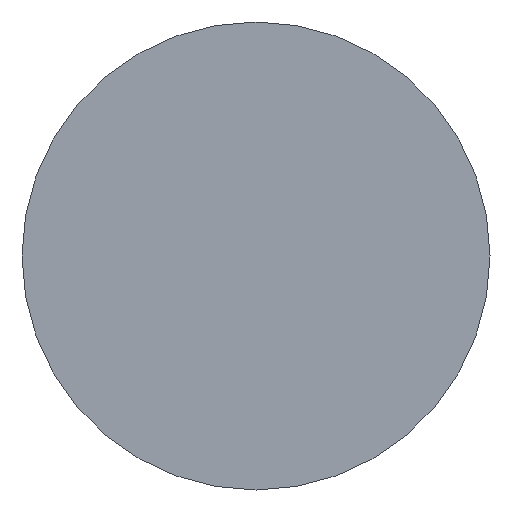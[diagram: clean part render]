
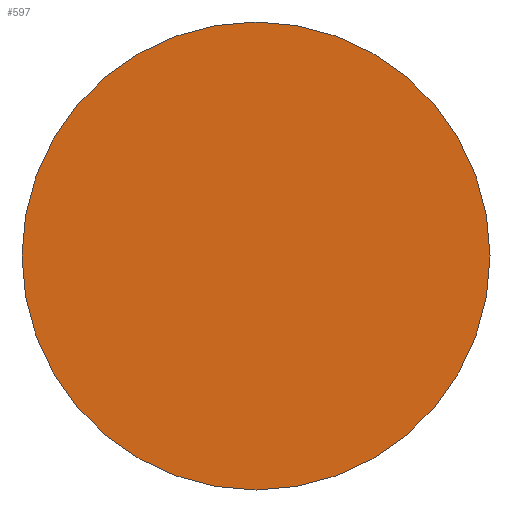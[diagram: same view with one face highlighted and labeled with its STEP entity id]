
A CAD part, front view. The second image highlights one B-rep face of the part: STEP entity #597.
In plain terms, the highlighted planar face has unit normal (0, -1, 0).
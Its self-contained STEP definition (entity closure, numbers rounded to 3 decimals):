
#55=PLANE('',#679);
#124=FACE_OUTER_BOUND('',#162,.T.);
#162=EDGE_LOOP('',(#504,#505));
#227=CIRCLE('',#680,46.);
#228=CIRCLE('',#681,46.);
#285=VERTEX_POINT('',#1062);
#286=VERTEX_POINT('',#1063);
#364=EDGE_CURVE('',#285,#286,#227,.T.);
#365=EDGE_CURVE('',#286,#285,#228,.T.);
#504=ORIENTED_EDGE('',*,*,#364,.F.);
#505=ORIENTED_EDGE('',*,*,#365,.F.);
#597=ADVANCED_FACE('',(#124),#55,.T.);
#679=AXIS2_PLACEMENT_3D('',#1061,#827,#828);
#680=AXIS2_PLACEMENT_3D('',#1064,#829,#830);
#681=AXIS2_PLACEMENT_3D('',#1065,#831,#832);
#827=DIRECTION('center_axis',(0.,-1.,0.));
#828=DIRECTION('ref_axis',(0.,0.,-1.));
#829=DIRECTION('center_axis',(0.,1.,0.));
#830=DIRECTION('ref_axis',(-1.,0.,0.));
#831=DIRECTION('center_axis',(0.,1.,0.));
#832=DIRECTION('ref_axis',(-1.,0.,0.));
#1061=CARTESIAN_POINT('Origin',(-23.,0.,0.));
#1062=CARTESIAN_POINT('',(-46.,0.,0.));
#1063=CARTESIAN_POINT('',(46.,0.,0.));
#1064=CARTESIAN_POINT('Origin',(0.,0.,
0.));
#1065=CARTESIAN_POINT('Origin',(0.,0.,
0.));
